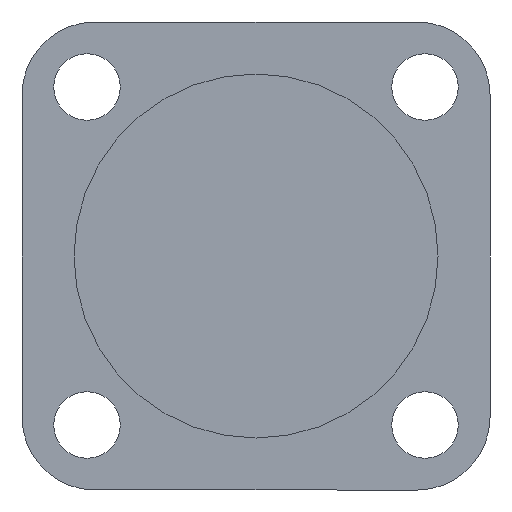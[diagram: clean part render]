
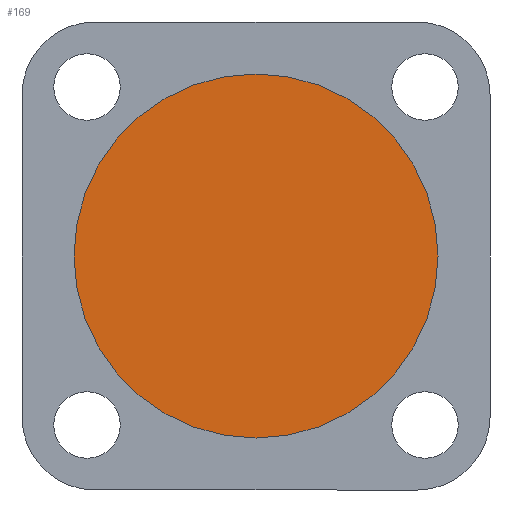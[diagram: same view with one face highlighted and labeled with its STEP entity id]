
A CAD part, front view. The second image highlights one B-rep face of the part: STEP entity #169.
In plain terms, the highlighted planar face has unit normal (0, -1, 0).
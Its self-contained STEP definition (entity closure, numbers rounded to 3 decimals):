
#37 = CARTESIAN_POINT ( 'NONE',  ( 0., 7., 17.5 ) ) ;
#46 = CARTESIAN_POINT ( 'NONE',  ( 0., 7., 0. ) ) ;
#69 = AXIS2_PLACEMENT_3D ( 'NONE', #46, #549, #122 ) ;
#88 = EDGE_LOOP ( 'NONE', ( #108, #908 ) ) ;
#108 = ORIENTED_EDGE ( 'NONE', *, *, #578, .T. ) ;
#122 = DIRECTION ( 'NONE',  ( 0., 0., -1. ) ) ;
#169 = ADVANCED_FACE ( 'NONE', ( #901 ), #841, .T. ) ;
#187 = AXIS2_PLACEMENT_3D ( 'NONE', #750, #311, #819 ) ;
#205 = CARTESIAN_POINT ( 'NONE',  ( 0., 7., 0. ) ) ;
#225 = AXIS2_PLACEMENT_3D ( 'NONE', #205, #708, #274 ) ;
#274 = DIRECTION ( 'NONE',  ( 0., 0., -1. ) ) ;
#307 = EDGE_CURVE ( 'NONE', #675, #610, #660, .T. ) ;
#311 = DIRECTION ( 'NONE',  ( 0., -1., 0. ) ) ;
#502 = CIRCLE ( 'NONE', #187, 17.5 ) ;
#549 = DIRECTION ( 'NONE',  ( 0., -1., 0. ) ) ;
#578 = EDGE_CURVE ( 'NONE', #610, #675, #502, .T. ) ;
#610 = VERTEX_POINT ( 'NONE', #680 ) ;
#660 = CIRCLE ( 'NONE', #225, 17.5 ) ;
#675 = VERTEX_POINT ( 'NONE', #37 ) ;
#680 = CARTESIAN_POINT ( 'NONE',  ( 0., 7., -17.5 ) ) ;
#708 = DIRECTION ( 'NONE',  ( 0., -1., 0. ) ) ;
#750 = CARTESIAN_POINT ( 'NONE',  ( 0., 7., 0. ) ) ;
#819 = DIRECTION ( 'NONE',  ( 0., 0., -1. ) ) ;
#841 = PLANE ( 'NONE',  #69 ) ;
#901 = FACE_OUTER_BOUND ( 'NONE', #88, .T. ) ;
#908 = ORIENTED_EDGE ( 'NONE', *, *, #307, .T. ) ;
